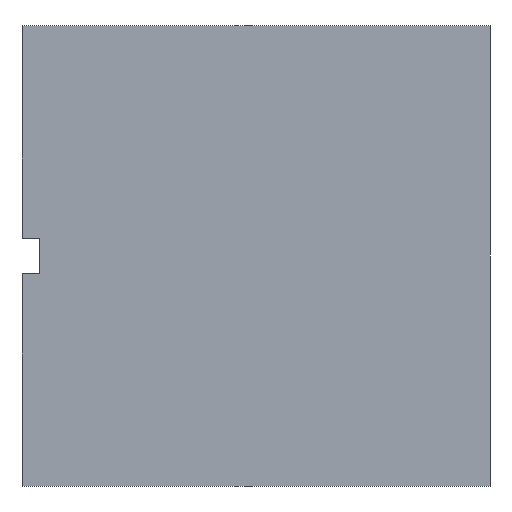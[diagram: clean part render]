
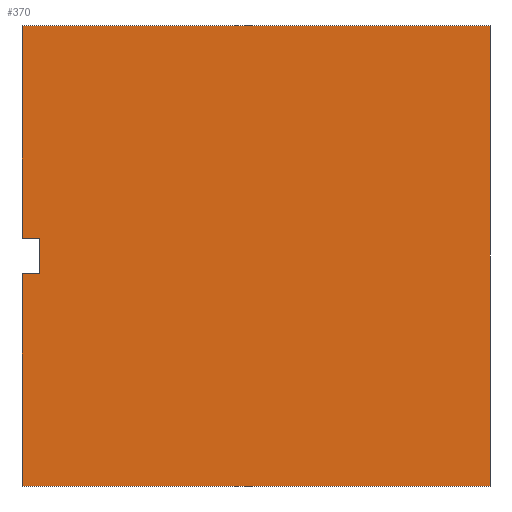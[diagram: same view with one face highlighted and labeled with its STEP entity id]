
A CAD part, front view. The second image highlights one B-rep face of the part: STEP entity #370.
In plain terms, the highlighted planar face has unit normal (0, -1, 0).
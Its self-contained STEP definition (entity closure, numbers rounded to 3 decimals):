
#25=PLANE('',#419);
#45=FACE_OUTER_BOUND('',#67,.T.);
#67=EDGE_LOOP('',(#312,#313,#314,#315,#316,#317,#318,#319));
#84=LINE('',#566,#126);
#92=LINE('',#585,#134);
#95=LINE('',#591,#137);
#99=LINE('',#598,#141);
#101=LINE('',#601,#143);
#105=LINE('',#611,#147);
#106=LINE('',#612,#148);
#107=LINE('',#613,#149);
#126=VECTOR('',#462,1000.);
#134=VECTOR('',#476,1000.);
#137=VECTOR('',#481,1000.);
#141=VECTOR('',#487,1000.);
#143=VECTOR('',#491,1000.);
#147=VECTOR('',#499,1000.);
#148=VECTOR('',#500,1000.);
#149=VECTOR('',#501,1000.);
#182=VERTEX_POINT('',#560);
#184=VERTEX_POINT('',#564);
#191=VERTEX_POINT('',#582);
#192=VERTEX_POINT('',#584);
#193=VERTEX_POINT('',#588);
#196=VERTEX_POINT('',#596);
#199=VERTEX_POINT('',#609);
#200=VERTEX_POINT('',#610);
#221=EDGE_CURVE('',#182,#184,#84,.T.);
#229=EDGE_CURVE('',#192,#191,#92,.T.);
#232=EDGE_CURVE('',#191,#193,#95,.T.);
#236=EDGE_CURVE('',#184,#196,#99,.T.);
#238=EDGE_CURVE('',#196,#192,#101,.T.);
#242=EDGE_CURVE('',#199,#200,#105,.T.);
#243=EDGE_CURVE('',#199,#182,#106,.T.);
#244=EDGE_CURVE('',#200,#193,#107,.T.);
#312=ORIENTED_EDGE('',*,*,#242,.F.);
#313=ORIENTED_EDGE('',*,*,#243,.T.);
#314=ORIENTED_EDGE('',*,*,#221,.T.);
#315=ORIENTED_EDGE('',*,*,#236,.T.);
#316=ORIENTED_EDGE('',*,*,#238,.T.);
#317=ORIENTED_EDGE('',*,*,#229,.T.);
#318=ORIENTED_EDGE('',*,*,#232,.T.);
#319=ORIENTED_EDGE('',*,*,#244,.F.);
#370=ADVANCED_FACE('',(#45),#25,.F.);
#419=AXIS2_PLACEMENT_3D('',#608,#497,#498);
#462=DIRECTION('',(0.,0.,-1.));
#476=DIRECTION('',(-1.,0.,0.));
#481=DIRECTION('',(0.,0.,-1.));
#487=DIRECTION('',(1.,0.,0.));
#491=DIRECTION('',(0.,0.,1.));
#497=DIRECTION('center_axis',(0.,1.,0.));
#498=DIRECTION('ref_axis',(0.,0.,1.));
#499=DIRECTION('',(0.,0.,1.));
#500=DIRECTION('',(-1.,0.,0.));
#501=DIRECTION('',(-1.,0.,0.));
#560=CARTESIAN_POINT('',(-28.,0.,-2.));
#564=CARTESIAN_POINT('',(-28.,0.,-26.));
#566=CARTESIAN_POINT('',(-28.,0.,-26.));
#582=CARTESIAN_POINT('',(-28.,0.,26.));
#584=CARTESIAN_POINT('',(24.8,0.,26.));
#585=CARTESIAN_POINT('',(-28.,0.,26.));
#588=CARTESIAN_POINT('',(-28.,0.,2.));
#591=CARTESIAN_POINT('',(-28.,0.,-26.));
#596=CARTESIAN_POINT('',(24.8,0.,-26.));
#598=CARTESIAN_POINT('',(-28.,0.,-26.));
#601=CARTESIAN_POINT('',(24.8,0.,-26.));
#608=CARTESIAN_POINT('Origin',(0.,0.,0.));
#609=CARTESIAN_POINT('',(-26.,0.,-2.));
#610=CARTESIAN_POINT('',(-26.,0.,2.));
#611=CARTESIAN_POINT('',(-26.,0.,-2.));
#612=CARTESIAN_POINT('',(0.,0.,-2.));
#613=CARTESIAN_POINT('',(-44.188,0.,2.));
